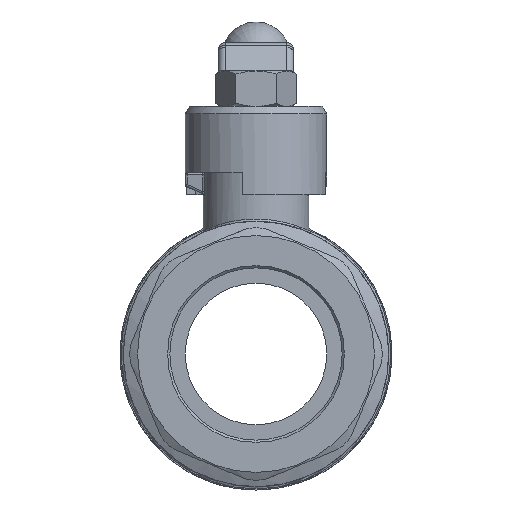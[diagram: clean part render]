
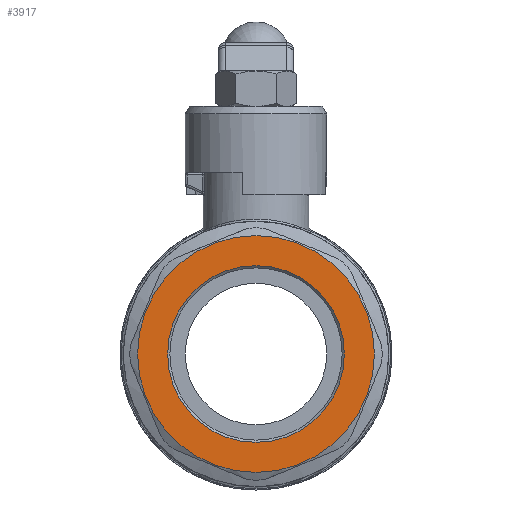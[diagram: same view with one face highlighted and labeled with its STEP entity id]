
A CAD part, front view. The second image highlights one B-rep face of the part: STEP entity #3917.
In plain terms, the highlighted planar face has unit normal (0, -1, 0).
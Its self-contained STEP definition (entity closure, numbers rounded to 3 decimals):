
#88=PLANE('',#4177);
#381=CIRCLE('',#4178,26.768);
#382=CIRCLE('',#4179,19.976);
#673=ORIENTED_EDGE('',*,*,#1589,.T.);
#674=ORIENTED_EDGE('',*,*,#1590,.T.);
#1589=EDGE_CURVE('',#2046,#2046,#381,.F.);
#1590=EDGE_CURVE('',#2047,#2047,#382,.T.);
#2046=VERTEX_POINT('',#5736);
#2047=VERTEX_POINT('',#5738);
#2572=EDGE_LOOP('',(#673));
#2573=EDGE_LOOP('',(#674));
#2795=FACE_BOUND('',#2572,.T.);
#2796=FACE_BOUND('',#2573,.T.);
#3917=ADVANCED_FACE('',(#2795,#2796),#88,.F.);
#4177=AXIS2_PLACEMENT_3D('',#5734,#4704,#4705);
#4178=AXIS2_PLACEMENT_3D('',#5735,#4706,#4707);
#4179=AXIS2_PLACEMENT_3D('',#5737,#4708,#4709);
#4704=DIRECTION('',(0.,1.,0.));
#4705=DIRECTION('',(0.,0.,1.));
#4706=DIRECTION('',(0.,1.,0.));
#4707=DIRECTION('',(0.,0.,1.));
#4708=DIRECTION('',(0.,1.,0.));
#4709=DIRECTION('',(0.,0.,1.));
#5734=CARTESIAN_POINT('',(0.,0.,0.));
#5735=CARTESIAN_POINT('',(0.,0.,0.));
#5736=CARTESIAN_POINT('',(0.,0.,26.768));
#5737=CARTESIAN_POINT('',(0.,0.,0.));
#5738=CARTESIAN_POINT('',(0.,0.,19.976));
